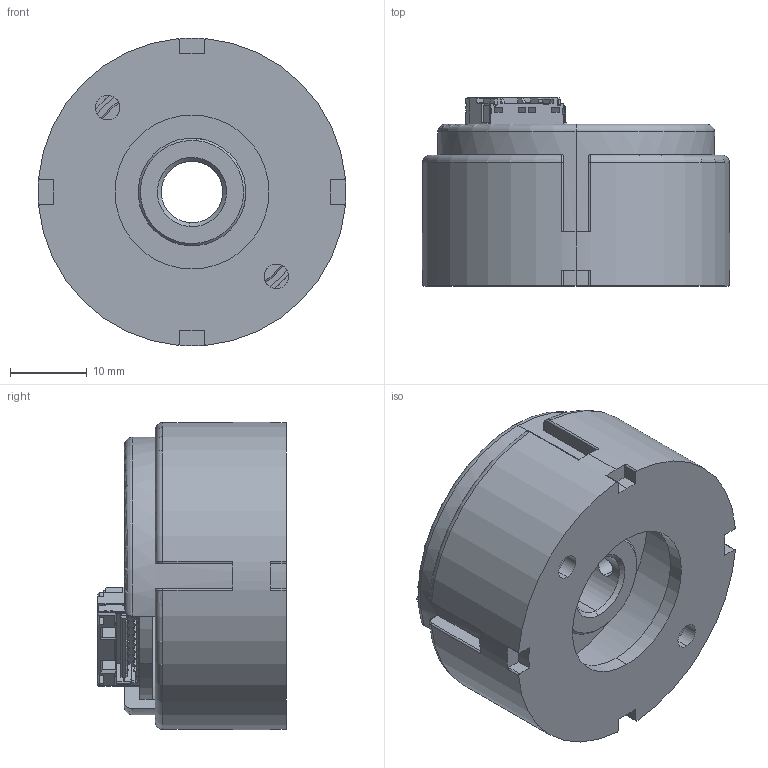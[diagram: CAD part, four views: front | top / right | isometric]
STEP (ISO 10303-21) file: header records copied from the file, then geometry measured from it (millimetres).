
FILE_DESCRIPTION (( 'STEP AP214' ), '1' );
FILE_NAME ('HS40A-D type.STEP', '2017-10-19T03:17:05', ( '' ), ( '' ), 'SwSTEP 2.0', 'SolidWorks 2014', '' );
FILE_SCHEMA (( 'AUTOMOTIVE_DESIGN' ));
Length unit declared in the file: millimetre
Products named in the file (7): Disc(大); HS40A-D type; 大法蘭8mm; PCB(600-1024cpr); 外殼-D; PCDA; 5023860970-臥躺式
Assembly tree (6 placements, depth 3):
  HS40A-D type
    外殼-D
    大法蘭8mm
    Disc(大)
    PCDA
      PCB(600-1024cpr)
      5023860970-臥躺式
Bounding box: 39.98 x 24.45 x 40 mm (x, y, z)
Volume: 12792.5 mm3; surface area: 13442.7 mm2
Topology: 6 solids, 6 shells, 1186 faces, 3633 edges, 2376 vertices
Faces by surface type: plane 816, cylinder 335, cone 16, bspline 12, torus 7
Entity records: 50394 total; most frequent: CARTESIAN_POINT 8007, ORIENTED_EDGE 7266, DIRECTION 6652, EDGE_CURVE 3633, VECTOR 2866, LINE 2866, VERTEX_POINT 2376, AXIS2_PLACEMENT_3D 1893
